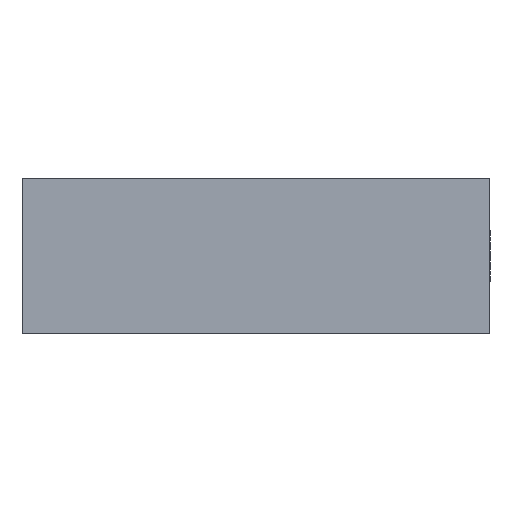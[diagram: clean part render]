
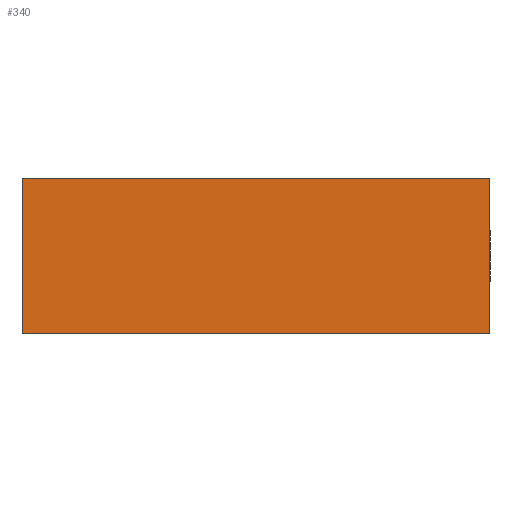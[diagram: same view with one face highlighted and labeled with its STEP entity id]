
A CAD part, left-side view. The second image highlights one B-rep face of the part: STEP entity #340.
In plain terms, the highlighted planar face has unit normal (-1, 0, 0).
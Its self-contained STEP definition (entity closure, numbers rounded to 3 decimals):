
#2 = PLANE ( 'NONE',  #81 ) ;
#19 = DIRECTION ( 'NONE',  ( 0., 0., -1. ) ) ;
#31 = ORIENTED_EDGE ( 'NONE', *, *, #52, .F. ) ;
#43 = CARTESIAN_POINT ( 'NONE',  ( -70., 0., 6. ) ) ;
#44 = VECTOR ( 'NONE', #77, 1000. ) ;
#52 = EDGE_CURVE ( 'NONE', #197, #586, #115, .T. ) ;
#69 = VECTOR ( 'NONE', #19, 1000. ) ;
#77 = DIRECTION ( 'NONE',  ( 0., 0., -1. ) ) ;
#80 = ORIENTED_EDGE ( 'NONE', *, *, #390, .F. ) ;
#81 = AXIS2_PLACEMENT_3D ( 'NONE', #43, #365, #556 ) ;
#83 = CARTESIAN_POINT ( 'NONE',  ( -70., 36., 6. ) ) ;
#103 = EDGE_CURVE ( 'NONE', #274, #490, #592, .T. ) ;
#115 = LINE ( 'NONE', #285, #69 ) ;
#135 = CARTESIAN_POINT ( 'NONE',  ( -70., 0., -6. ) ) ;
#174 = CARTESIAN_POINT ( 'NONE',  ( -70., 36., 6. ) ) ;
#185 = CARTESIAN_POINT ( 'NONE',  ( -70., 36., -6. ) ) ;
#197 = VERTEX_POINT ( 'NONE', #276 ) ;
#267 = FACE_OUTER_BOUND ( 'NONE', #446, .T. ) ;
#268 = CARTESIAN_POINT ( 'NONE',  ( -70., 0., 6. ) ) ;
#274 = VERTEX_POINT ( 'NONE', #83 ) ;
#276 = CARTESIAN_POINT ( 'NONE',  ( -70., 0., 6. ) ) ;
#285 = CARTESIAN_POINT ( 'NONE',  ( -70., 0., 6. ) ) ;
#294 = ORIENTED_EDGE ( 'NONE', *, *, #312, .T. ) ;
#312 = EDGE_CURVE ( 'NONE', #490, #586, #555, .T. ) ;
#317 = LINE ( 'NONE', #268, #527 ) ;
#340 = ADVANCED_FACE ( 'NONE', ( #267 ), #2, .F. ) ;
#359 = VECTOR ( 'NONE', #601, 1000. ) ;
#365 = DIRECTION ( 'NONE',  ( 1., 0., 0. ) ) ;
#390 = EDGE_CURVE ( 'NONE', #274, #197, #317, .T. ) ;
#446 = EDGE_LOOP ( 'NONE', ( #294, #31, #80, #474 ) ) ;
#459 = DIRECTION ( 'NONE',  ( 0., -1., 0. ) ) ;
#474 = ORIENTED_EDGE ( 'NONE', *, *, #103, .T. ) ;
#490 = VERTEX_POINT ( 'NONE', #185 ) ;
#492 = CARTESIAN_POINT ( 'NONE',  ( -70., 0., -6. ) ) ;
#527 = VECTOR ( 'NONE', #459, 1000. ) ;
#555 = LINE ( 'NONE', #135, #359 ) ;
#556 = DIRECTION ( 'NONE',  ( 0., 0., -1. ) ) ;
#586 = VERTEX_POINT ( 'NONE', #492 ) ;
#592 = LINE ( 'NONE', #174, #44 ) ;
#601 = DIRECTION ( 'NONE',  ( 0., -1., 0. ) ) ;
